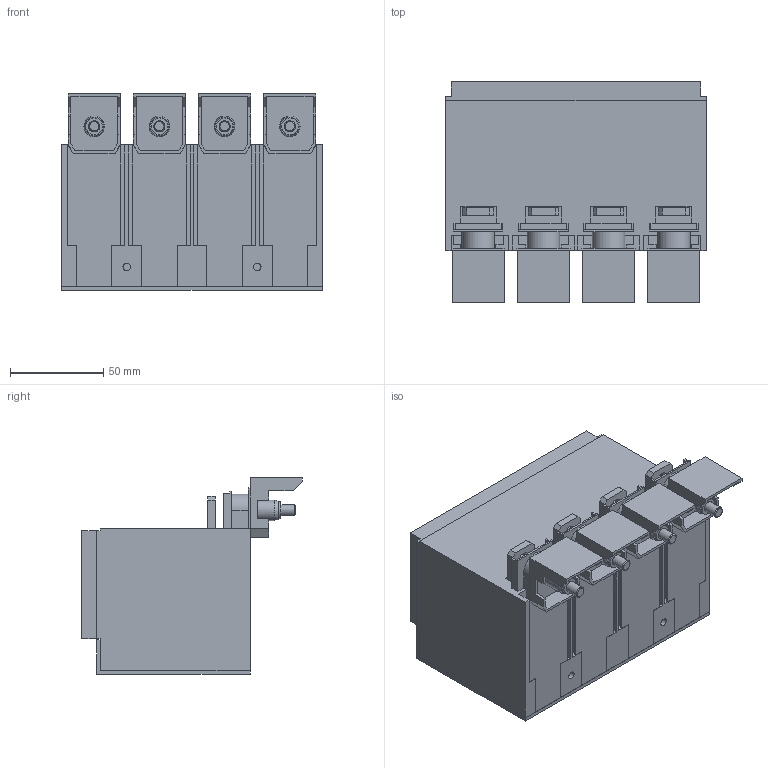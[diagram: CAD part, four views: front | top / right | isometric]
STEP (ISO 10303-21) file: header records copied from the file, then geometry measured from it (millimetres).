
FILE_DESCRIPTION(('CATIA V5 STEP Exchange'),'2;1');
FILE_NAME('1SDH001295R0711_1PA_001_00_XT4_4P_PLUG-IN_DIFFERENZIALE.stp','2014-11-11T15:34:02+00:00',('none'),('none'),'CATIA Version 5 Release 20 SP 1 (IN-10)','CATIA V5 STEP AP214','none');
FILE_SCHEMA(('AUTOMOTIVE_DESIGN { 1 0 10303 214 1 1 1 1 }'));
Length unit declared in the file: millimetre
Products named in the file (1): 1SDH001295R0711_1PA_001_00_XT4_4P_PLUG-IN_DIFFERENZIALE
Bounding box: 140 x 118.5 x 105.5 mm (x, y, z)
Volume: 854290.2 mm3; surface area: 168546.8 mm2
Topology: 6 solids, 6 shells, 572 faces, 1542 edges, 1020 vertices
Faces by surface type: plane 480, cylinder 76, cone 16
Entity records: 19001 total; most frequent: ORIENTED_EDGE 3084, CARTESIAN_POINT 3004, DIRECTION 2156, EDGE_CURVE 1542, VECTOR 1362, LINE 1362, VERTEX_POINT 1020, EDGE_LOOP 638
